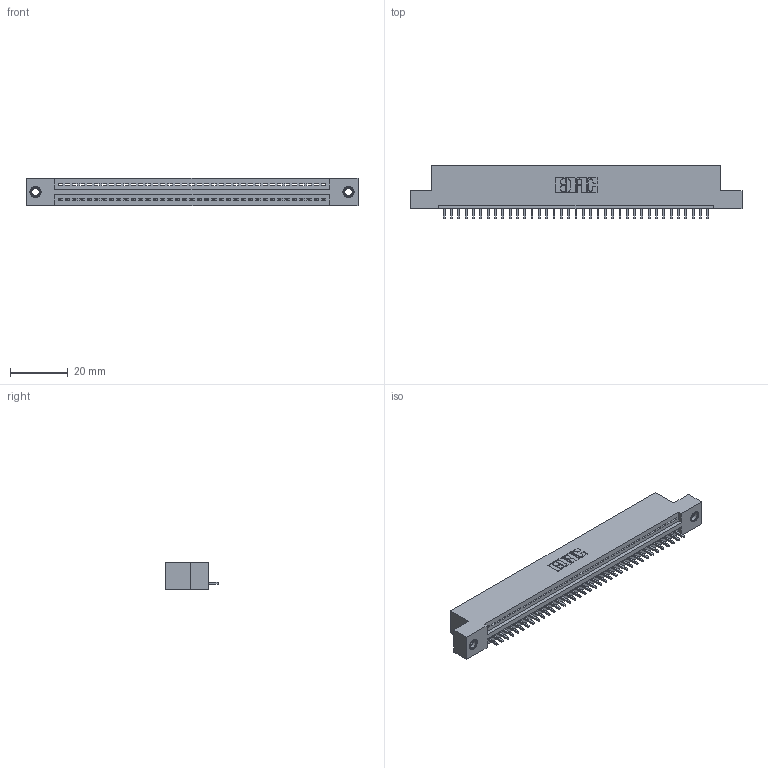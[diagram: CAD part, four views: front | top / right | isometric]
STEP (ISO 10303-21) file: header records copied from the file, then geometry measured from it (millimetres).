
FILE_DESCRIPTION (( 'STEP AP203' ), '1' );
FILE_NAME ('395-037-521-107.STEP', '2018-11-13T22:39:14', ( '' ), ( '' ), 'SwSTEP 2.0', 'SolidWorks 2016', '' );
FILE_SCHEMA (( 'CONFIG_CONTROL_DESIGN' ));
Length unit declared in the file: inch
Products named in the file (4): 395-037-521-107; 345-292-001_345-293-121; 345-250-001_345-250-005-103; 345 Part_Flush Mounting Lugs - 0.156 Dia-TI
Assembly tree (40 placements, depth 2):
  395-037-521-107
    345 Part_Flush Mounting Lugs - 0.156 Dia-TI
    345-292-001_345-293-121  x37
    345-250-001_345-250-005-103  x2
Bounding box: 115.19 x 18.72 x 9.4 mm (x, y, z)
Volume: 10781 mm3; surface area: 13879.9 mm2
Topology: 40 solids, 40 shells, 2332 faces, 6989 edges, 4602 vertices
Faces by surface type: plane 1592, cylinder 724, cone 12, torus 4
Entity records: 29724 total; most frequent: CARTESIAN_POINT 5130, ORIENTED_EDGE 5094, DIRECTION 4515, EDGE_CURVE 2547, LINE 2247, VECTOR 2247, VERTEX_POINT 1692, AXIS2_PLACEMENT_3D 1134
